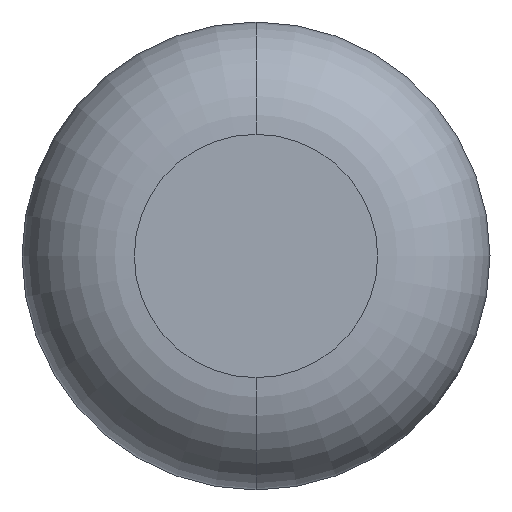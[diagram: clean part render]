
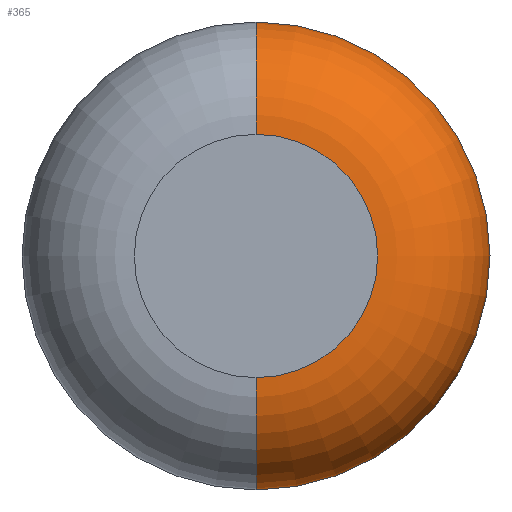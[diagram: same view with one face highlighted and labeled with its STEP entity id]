
A CAD part, front view. The second image highlights one B-rep face of the part: STEP entity #365.
In plain terms, the highlighted toroidal (fillet/blend) face has major radius 1.651 mm and minor radius 1.524 mm.
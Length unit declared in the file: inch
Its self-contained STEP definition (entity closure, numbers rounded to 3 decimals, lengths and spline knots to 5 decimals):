
#8 = CARTESIAN_POINT ( 'NONE',  ( 0., 0.06, 0.065 ) ) ;
#14 = ORIENTED_EDGE ( 'NONE', *, *, #83, .T. ) ;
#41 = CARTESIAN_POINT ( 'NONE',  ( 0., 0.06, -0.065 ) ) ;
#42 = DIRECTION ( 'NONE',  ( 0., 0., -1. ) ) ;
#43 = CIRCLE ( 'NONE', #283, 0.06 ) ;
#75 = EDGE_CURVE ( 'NONE', #288, #87, #43, .T. ) ;
#81 = AXIS2_PLACEMENT_3D ( 'NONE', #280, #372, #127 ) ;
#83 = EDGE_CURVE ( 'NONE', #129, #196, #312, .T. ) ;
#87 = VERTEX_POINT ( 'NONE', #108 ) ;
#94 = DIRECTION ( 'NONE',  ( 0., 0., -1. ) ) ;
#105 = TOROIDAL_SURFACE ( 'NONE', #384, 0.065, 0.06 ) ;
#108 = CARTESIAN_POINT ( 'NONE',  ( 0., 0., -0.065 ) ) ;
#127 = DIRECTION ( 'NONE',  ( 0., 0., -1. ) ) ;
#129 = VERTEX_POINT ( 'NONE', #148 ) ;
#144 = CIRCLE ( 'NONE', #324, 0.065 ) ;
#148 = CARTESIAN_POINT ( 'NONE',  ( 0., 0.06, 0.125 ) ) ;
#179 = CARTESIAN_POINT ( 'NONE',  ( 0., 0., 0. ) ) ;
#182 = FACE_OUTER_BOUND ( 'NONE', #318, .T. ) ;
#184 = DIRECTION ( 'NONE',  ( 0., -1., 0. ) ) ;
#189 = CARTESIAN_POINT ( 'NONE',  ( 0., 0.06, 0. ) ) ;
#196 = VERTEX_POINT ( 'NONE', #356 ) ;
#208 = DIRECTION ( 'NONE',  ( 0., 0., -1. ) ) ;
#223 = ORIENTED_EDGE ( 'NONE', *, *, #225, .T. ) ;
#225 = EDGE_CURVE ( 'NONE', #288, #129, #297, .T. ) ;
#261 = DIRECTION ( 'NONE',  ( 0., -1., 0. ) ) ;
#280 = CARTESIAN_POINT ( 'NONE',  ( 0., 0.06, 0. ) ) ;
#283 = AXIS2_PLACEMENT_3D ( 'NONE', #41, #295, #352 ) ;
#288 = VERTEX_POINT ( 'NONE', #301 ) ;
#289 = EDGE_CURVE ( 'NONE', #87, #196, #144, .T. ) ;
#295 = DIRECTION ( 'NONE',  ( -1., 0., 0. ) ) ;
#297 = CIRCLE ( 'NONE', #81, 0.125 ) ;
#301 = CARTESIAN_POINT ( 'NONE',  ( 0., 0.06, -0.125 ) ) ;
#312 = CIRCLE ( 'NONE', #389, 0.06 ) ;
#318 = EDGE_LOOP ( 'NONE', ( #223, #14, #367, #379 ) ) ;
#324 = AXIS2_PLACEMENT_3D ( 'NONE', #179, #261, #208 ) ;
#352 = DIRECTION ( 'NONE',  ( 0., 0., 1. ) ) ;
#356 = CARTESIAN_POINT ( 'NONE',  ( 0., 0., 0.065 ) ) ;
#365 = ADVANCED_FACE ( 'NONE', ( #182 ), #105, .T. ) ;
#367 = ORIENTED_EDGE ( 'NONE', *, *, #289, .F. ) ;
#372 = DIRECTION ( 'NONE',  ( 0., -1., 0. ) ) ;
#379 = ORIENTED_EDGE ( 'NONE', *, *, #75, .F. ) ;
#380 = DIRECTION ( 'NONE',  ( 1., 0., 0. ) ) ;
#384 = AXIS2_PLACEMENT_3D ( 'NONE', #189, #184, #94 ) ;
#389 = AXIS2_PLACEMENT_3D ( 'NONE', #8, #380, #42 ) ;
